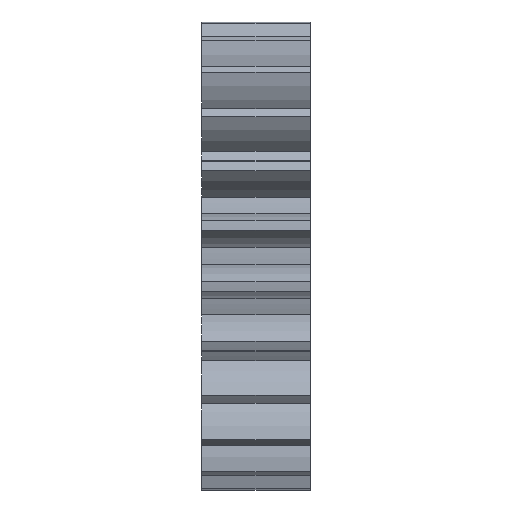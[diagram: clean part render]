
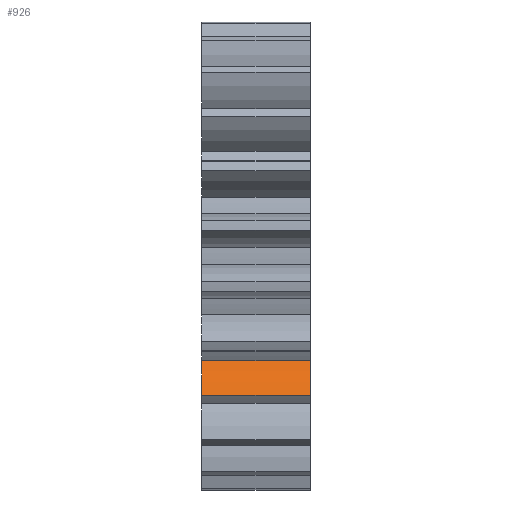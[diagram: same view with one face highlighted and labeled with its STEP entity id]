
A CAD part, front view. The second image highlights one B-rep face of the part: STEP entity #926.
In plain terms, the highlighted cylindrical face has radius 4.8 mm (diameter 9.6 mm), a partial arc.
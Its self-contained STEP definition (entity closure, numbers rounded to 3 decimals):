
#97 = CARTESIAN_POINT ( 'NONE',  ( 0., -10.479, -7.693 ) ) ;
#666 = CARTESIAN_POINT ( 'NONE',  ( 6., -10.479, -7.693 ) ) ;
#670 = EDGE_CURVE ( 'NONE', #2804, #2468, #1084, .T. ) ;
#692 = DIRECTION ( 'NONE',  ( -1., 0., 0. ) ) ;
#702 = AXIS2_PLACEMENT_3D ( 'NONE', #2918, #839, #872 ) ;
#787 = DIRECTION ( 'NONE',  ( 1., 0., 0. ) ) ;
#803 = CARTESIAN_POINT ( 'NONE',  ( 6., -9.058, -5.788 ) ) ;
#839 = DIRECTION ( 'NONE',  ( -1., 0., 0. ) ) ;
#872 = DIRECTION ( 'NONE',  ( 0., 0., 1. ) ) ;
#909 = FACE_OUTER_BOUND ( 'NONE', #3117, .T. ) ;
#926 = ADVANCED_FACE ( 'NONE', ( #909 ), #2336, .T. ) ;
#1079 = VERTEX_POINT ( 'NONE', #97 ) ;
#1084 = CIRCLE ( 'NONE', #1393, 4.8 ) ;
#1298 = DIRECTION ( 'NONE',  ( 0., -0.5, 0.866 ) ) ;
#1393 = AXIS2_PLACEMENT_3D ( 'NONE', #1570, #692, #1298 ) ;
#1452 = VERTEX_POINT ( 'NONE', #3680 ) ;
#1570 = CARTESIAN_POINT ( 'NONE',  ( 6., -6.041, -9.521 ) ) ;
#1639 = EDGE_CURVE ( 'NONE', #1079, #2804, #2325, .T. ) ;
#1697 = AXIS2_PLACEMENT_3D ( 'NONE', #2296, #2501, #1963 ) ;
#1798 = VECTOR ( 'NONE', #787, 1000. ) ;
#1963 = DIRECTION ( 'NONE',  ( 0., 0., -1. ) ) ;
#2150 = CARTESIAN_POINT ( 'NONE',  ( 6., -9.058, -5.788 ) ) ;
#2282 = LINE ( 'NONE', #803, #2716 ) ;
#2296 = CARTESIAN_POINT ( 'NONE',  ( 0., -6.041, -9.521 ) ) ;
#2301 = DIRECTION ( 'NONE',  ( -1., 0., 0. ) ) ;
#2325 = LINE ( 'NONE', #2554, #1798 ) ;
#2336 = CYLINDRICAL_SURFACE ( 'NONE', #702, 4.8 ) ;
#2341 = ORIENTED_EDGE ( 'NONE', *, *, #3455, .T. ) ;
#2468 = VERTEX_POINT ( 'NONE', #2150 ) ;
#2501 = DIRECTION ( 'NONE',  ( 1., 0., 0. ) ) ;
#2549 = EDGE_CURVE ( 'NONE', #1452, #1079, #3191, .T. ) ;
#2554 = CARTESIAN_POINT ( 'NONE',  ( 3., -10.479, -7.693 ) ) ;
#2716 = VECTOR ( 'NONE', #2301, 1000. ) ;
#2804 = VERTEX_POINT ( 'NONE', #666 ) ;
#2918 = CARTESIAN_POINT ( 'NONE',  ( 6., -6.041, -9.521 ) ) ;
#3117 = EDGE_LOOP ( 'NONE', ( #3220, #3141, #2341, #3410 ) ) ;
#3141 = ORIENTED_EDGE ( 'NONE', *, *, #670, .T. ) ;
#3191 = CIRCLE ( 'NONE', #1697, 4.8 ) ;
#3220 = ORIENTED_EDGE ( 'NONE', *, *, #1639, .T. ) ;
#3410 = ORIENTED_EDGE ( 'NONE', *, *, #2549, .T. ) ;
#3455 = EDGE_CURVE ( 'NONE', #2468, #1452, #2282, .T. ) ;
#3680 = CARTESIAN_POINT ( 'NONE',  ( 0., -9.058, -5.788 ) ) ;
